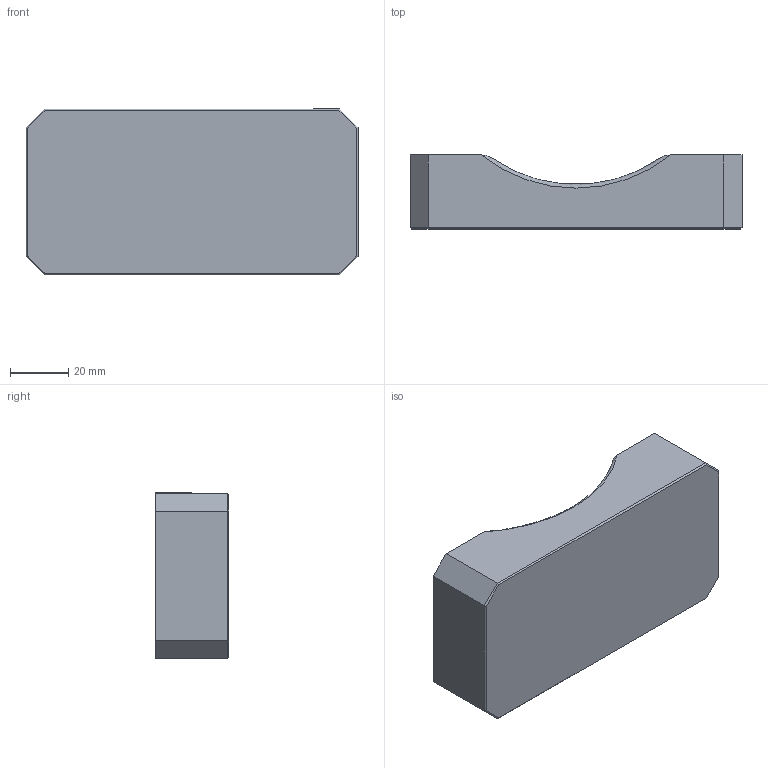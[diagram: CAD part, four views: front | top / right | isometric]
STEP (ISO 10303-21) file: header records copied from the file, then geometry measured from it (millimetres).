
FILE_DESCRIPTION (( 'STEP AP214' ), '1' );
FILE_NAME ('D080376_v2.STEP', '2010-05-11T21:03:30', ( '' ), ( '' ), 'SwSTEP 2.0', 'SolidWorks 2009', '' );
FILE_SCHEMA (( 'AUTOMOTIVE_DESIGN' ));
Length unit declared in the file: inch
Products named in the file (1): D080376_v2
Bounding box: 114.3 x 25.4 x 57.15 mm (x, y, z)
Volume: 139622.6 mm3; surface area: 20457.5 mm2
Topology: 1 solids, 1 shells, 24 faces, 58 edges, 36 vertices
Faces by surface type: plane 19, cylinder 3, torus 2
Entity records: 750 total; most frequent: CARTESIAN_POINT 163, ORIENTED_EDGE 116, DIRECTION 104, EDGE_CURVE 58, VECTOR 46, LINE 46, VERTEX_POINT 36, AXIS2_PLACEMENT_3D 29
